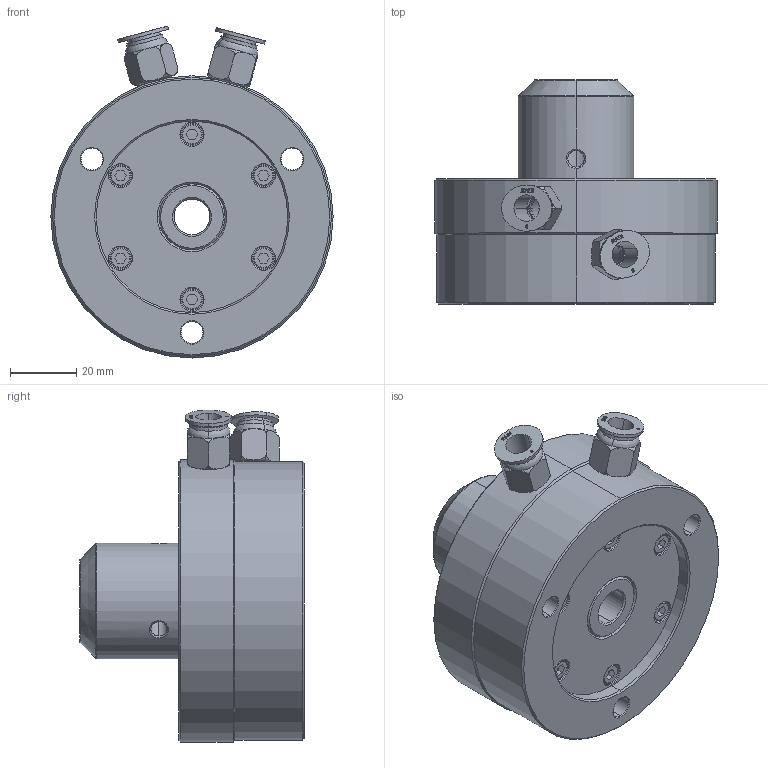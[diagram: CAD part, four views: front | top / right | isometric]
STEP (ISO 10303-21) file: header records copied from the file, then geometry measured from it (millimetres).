
FILE_DESCRIPTION (( 'STEP AP214' ), '1' );
FILE_NAME ('JAS-T8-PL.STEP', '2023-08-17T09:16:32', ( '' ), ( '' ), 'SwSTEP 2.0', 'SolidWorks 2023', '' );
FILE_SCHEMA (( 'AUTOMOTIVE_DESIGN' ));
Length unit declared in the file: millimetre
Products named in the file (4): JAS-T8-PL_1.STEP; JAS-T8-PL; 气孔接头  .STEP; JAS-T8-PL.STEP
Assembly tree (4 placements, depth 3):
  JAS-T8-PL
    JAS-T8-PL.STEP
      JAS-T8-PL_1.STEP
      气孔接头  .STEP  x2
Bounding box: 85.5 x 68 x 100.58 mm (x, y, z)
Volume: 219798.4 mm3; surface area: 36166 mm2
Topology: 3 solids, 3 shells, 632 faces, 1552 edges, 990 vertices
Faces by surface type: plane 326, bspline 110, cylinder 106, cone 50, torus 40
Entity records: 32257 total; most frequent: CARTESIAN_POINT 15960, ORIENTED_EDGE 2370, DIRECTION 1952, EDGE_CURVE 1185, VERTEX_POINT 757, VECTOR 708, LINE 708, AXIS2_PLACEMENT_3D 622
